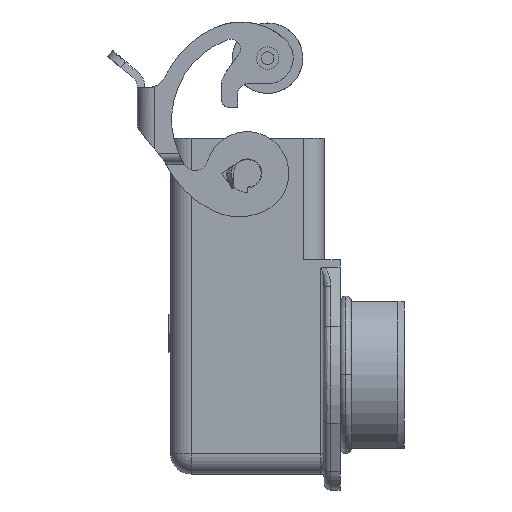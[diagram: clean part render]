
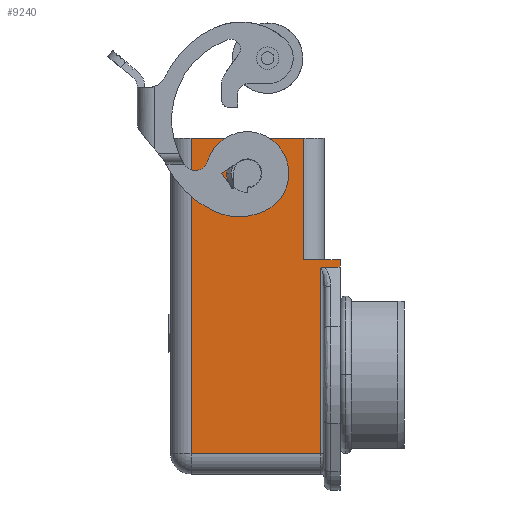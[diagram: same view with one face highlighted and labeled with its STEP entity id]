
A CAD part, left-side view. The second image highlights one B-rep face of the part: STEP entity #9240.
In plain terms, the highlighted planar face has unit normal (-1, 0, 0).
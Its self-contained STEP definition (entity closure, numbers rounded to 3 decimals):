
#1490=CARTESIAN_POINT('',(38.723,32.855,26.));
#1500=VERTEX_POINT('',#1490);
#1530=CARTESIAN_POINT('',(38.723,0.,26.));
#1540=DIRECTION('',(0.,1.,0.));
#1550=VECTOR('',#1540,1.);
#1560=LINE('',#1530,#1550);
#1570=CARTESIAN_POINT('',(38.723,50.455,26.));
#1580=VERTEX_POINT('',#1570);
#1590=EDGE_CURVE('',#1500,#1580,#1560,.T.);
#7900=CARTESIAN_POINT('',(38.723,50.355,-15.1));
#7910=DIRECTION('',(-1.,0.,0.));
#7920=DIRECTION('',(0.,-1.,0.));
#7930=AXIS2_PLACEMENT_3D('',#7900,#7910,#7920);
#7940=PLANE('',#7930);
#7950=CARTESIAN_POINT('',(38.723,41.655,20.5));
#7960=DIRECTION('',(1.,0.,0.));
#7970=DIRECTION('',(0.,-1.,0.));
#7980=AXIS2_PLACEMENT_3D('',#7950,#7960,#7970);
#7990=CIRCLE('',#7980,3.25);
#8000=CARTESIAN_POINT('',(38.723,38.405,20.5));
#8010=VERTEX_POINT('',#8000);
#8020=CARTESIAN_POINT('',(38.723,44.905,20.5));
#8030=VERTEX_POINT('',#8020);
#8040=EDGE_CURVE('',#8010,#8030,#7990,.T.);
#8050=ORIENTED_EDGE('',*,*,#8040,.T.);
#8060=EDGE_CURVE('',#8030,#8010,#7990,.T.);
#8070=ORIENTED_EDGE('',*,*,#8060,.T.);
#8080=EDGE_LOOP('',(#8070,#8050));
#8090=FACE_BOUND('',#8080,.T.);
#8100=CARTESIAN_POINT('',(38.723,0.,-23.3));
#8110=DIRECTION('',(0.,1.,0.));
#8120=VECTOR('',#8110,1.);
#8130=LINE('',#8100,#8120);
#8140=CARTESIAN_POINT('',(38.723,30.155,-23.3));
#8150=VERTEX_POINT('',#8140);
#8160=CARTESIAN_POINT('',(38.723,50.455,-23.3));
#8170=VERTEX_POINT('',#8160);
#8180=EDGE_CURVE('',#8150,#8170,#8130,.T.);
#8190=ORIENTED_EDGE('',*,*,#8180,.F.);
#8200=CARTESIAN_POINT('',(38.723,50.455,0.));
#8210=DIRECTION('',(0.,0.,-1.));
#8220=VECTOR('',#8210,1.);
#8230=LINE('',#8200,#8220);
#8240=EDGE_CURVE('',#1580,#8170,#8230,.T.);
#8250=ORIENTED_EDGE('',*,*,#8240,.T.);
#8260=ORIENTED_EDGE('',*,*,#1590,.T.);
#8270=CARTESIAN_POINT('',(38.723,32.855,0.));
#8280=DIRECTION('',(0.,0.,1.));
#8290=VECTOR('',#8280,1.);
#8300=LINE('',#8270,#8290);
#8310=CARTESIAN_POINT('',(38.723,32.855,7.));
#8320=VERTEX_POINT('',#8310);
#8330=EDGE_CURVE('',#8320,#1500,#8300,.T.);
#8340=ORIENTED_EDGE('',*,*,#8330,.T.);
#8350=CARTESIAN_POINT('',(38.723,0.,7.));
#8360=DIRECTION('',(0.,1.,0.));
#8370=VECTOR('',#8360,1.);
#8380=LINE('',#8350,#8370);
#8390=CARTESIAN_POINT('',(38.723,27.155,7.));
#8400=VERTEX_POINT('',#8390);
#8410=EDGE_CURVE('',#8400,#8320,#8380,.T.);
#8420=ORIENTED_EDGE('',*,*,#8410,.T.);
#8430=CARTESIAN_POINT('',(38.723,27.155,0.));
#8440=DIRECTION('',(0.,0.,1.));
#8450=VECTOR('',#8440,1.);
#8460=LINE('',#8430,#8450);
#8470=CARTESIAN_POINT('',(38.723,27.155,5.858));
#8480=VERTEX_POINT('',#8470);
#8490=EDGE_CURVE('',#8480,#8400,#8460,.T.);
#8500=ORIENTED_EDGE('',*,*,#8490,.T.);
#8510=CARTESIAN_POINT('',(38.723,0.,5.858));
#8520=DIRECTION('',(0.,1.,0.));
#8530=VECTOR('',#8520,1.);
#8540=LINE('',#8510,#8530);
#8550=CARTESIAN_POINT('',(38.723,29.634,5.858));
#8560=VERTEX_POINT('',#8550);
#8570=EDGE_CURVE('',#8480,#8560,#8540,.T.);
#8580=ORIENTED_EDGE('',*,*,#8570,.F.);
#8590=CARTESIAN_POINT('',(38.723,29.634,5.858));
#8600=CARTESIAN_POINT('',(38.723,29.658,5.858));
#8610=CARTESIAN_POINT('',(38.723,29.683,
5.857));
#8620=CARTESIAN_POINT('',(38.723,29.707,
5.855));
#8630=CARTESIAN_POINT('',(38.723,29.732,
5.853));
#8640=CARTESIAN_POINT('',(38.723,29.756,
5.85));
#8650=CARTESIAN_POINT('',(38.723,29.78,
5.846));
#8660=CARTESIAN_POINT('',(38.723,29.792,
5.844));
#8670=CARTESIAN_POINT('',(38.723,29.804,5.841));
#8680=CARTESIAN_POINT('',(38.723,29.816,5.839));
#8690=CARTESIAN_POINT('',(38.723,29.828,5.836));
#8700=CARTESIAN_POINT('',(38.723,29.84,
5.833));
#8710=CARTESIAN_POINT('',(38.723,29.852,
5.83));
#8720=CARTESIAN_POINT('',(38.723,29.876,
5.824));
#8730=CARTESIAN_POINT('',(38.723,29.899,
5.817));
#8740=CARTESIAN_POINT('',(38.723,29.922,
5.808));
#8750=CARTESIAN_POINT('',(38.723,29.933,
5.803));
#8760=CARTESIAN_POINT('',(38.723,29.945,5.799));
#8770=CARTESIAN_POINT('',(38.723,29.956,5.794));
#8780=CARTESIAN_POINT('',(38.723,29.967,5.789));
#8790=CARTESIAN_POINT('',(38.723,29.978,
5.783));
#8800=CARTESIAN_POINT('',(38.723,29.989,
5.778));
#8810=CARTESIAN_POINT('',(38.723,30.01,
5.766));
#8820=CARTESIAN_POINT('',(38.723,30.031,5.753));
#8830=CARTESIAN_POINT('',(38.723,30.051,5.739));
#8840=CARTESIAN_POINT('',(38.723,30.071,5.725));
#8850=CARTESIAN_POINT('',(38.723,30.09,
5.709));
#8860=CARTESIAN_POINT('',(38.723,30.108,
5.692));
#8870=CARTESIAN_POINT('',(38.723,30.117,
5.683));
#8880=CARTESIAN_POINT('',(38.723,30.125,
5.674));
#8890=CARTESIAN_POINT('',(38.723,30.133,
5.665));
#8900=CARTESIAN_POINT('',(38.723,30.137,
5.66));
#8910=CARTESIAN_POINT('',(38.723,30.141,5.655));
#8920=CARTESIAN_POINT('',(38.723,30.145,5.651));
#8930=CARTESIAN_POINT('',(38.723,30.146,5.648));
#8940=CARTESIAN_POINT('',(38.723,30.148,
5.646));
#8950=CARTESIAN_POINT('',(38.723,30.15,
5.643));
#8960=CARTESIAN_POINT('',(38.723,30.151,
5.642));
#8970=CARTESIAN_POINT('',(38.723,30.152,
5.641));
#8980=CARTESIAN_POINT('',(38.723,30.153,
5.64));
#8990=CARTESIAN_POINT('',(38.723,30.153,
5.639));
#9000=CARTESIAN_POINT('',(38.723,30.154,
5.638));
#9010=CARTESIAN_POINT('',(38.723,30.154,
5.638));
#9020=CARTESIAN_POINT('',(38.723,30.154,
5.637));
#9030=CARTESIAN_POINT('',(38.723,30.155,5.637));
#9040=CARTESIAN_POINT('',(38.723,30.155,5.637));
#9050=CARTESIAN_POINT('',(38.723,30.155,5.637));
#9060=CARTESIAN_POINT('',(38.723,30.155,
5.636));
#9070=CARTESIAN_POINT('',(38.723,30.155,
5.636));
#9080=CARTESIAN_POINT('',(38.723,30.155,
5.636));
#9090=CARTESIAN_POINT('',(38.723,30.155,
5.636));
#9100=CARTESIAN_POINT('',(38.723,30.155,
5.636));
#9110=B_SPLINE_CURVE_WITH_KNOTS('',3,(#8590,#8600,#8610,#8620,#8630,
#8640,#8650,#8660,#8670,#8680,#8690,#8700,#8710,#8720,#8730,#8740,#8750,
#8760,#8770,#8780,#8790,#8800,#8810,#8820,#8830,#8840,#8850,#8860,#8870,
#8880,#8890,#8900,#8910,#8920,#8930,#8940,#8950,#8960,#8970,#8980,#8990,
#9000,#9010,#9020,#9030,#9040,#9050,#9060,#9070,#9080,#9090,#9100),
.UNSPECIFIED.,.F.,.F.,(4,3,3,3,3,3,3,3,3,3,3,3,3,3,3,3,3,4),(0.,
0.074,0.147,0.184,0.221
,0.294,0.331,0.368,0.441
,0.515,0.552,0.57,0.579,
0.584,0.586,0.587,0.588,
0.588),.UNSPECIFIED.);
#9120=CARTESIAN_POINT('',(38.723,30.155,5.636));
#9130=VERTEX_POINT('',#9120);
#9140=EDGE_CURVE('',#8560,#9130,#9110,.T.);
#9150=ORIENTED_EDGE('',*,*,#9140,.F.);
#9160=CARTESIAN_POINT('',(38.723,30.155,0.));
#9170=DIRECTION('',(0.,0.,-1.));
#9180=VECTOR('',#9170,1.);
#9190=LINE('',#9160,#9180);
#9200=EDGE_CURVE('',#9130,#8150,#9190,.T.);
#9210=ORIENTED_EDGE('',*,*,#9200,.F.);
#9220=EDGE_LOOP('',(#9210,#9150,#8580,#8500,#8420,#8340,#8260,#8250,
#8190));
#9230=FACE_OUTER_BOUND('',#9220,.T.);
#9240=ADVANCED_FACE('',(#8090,#9230),#7940,.T.);
